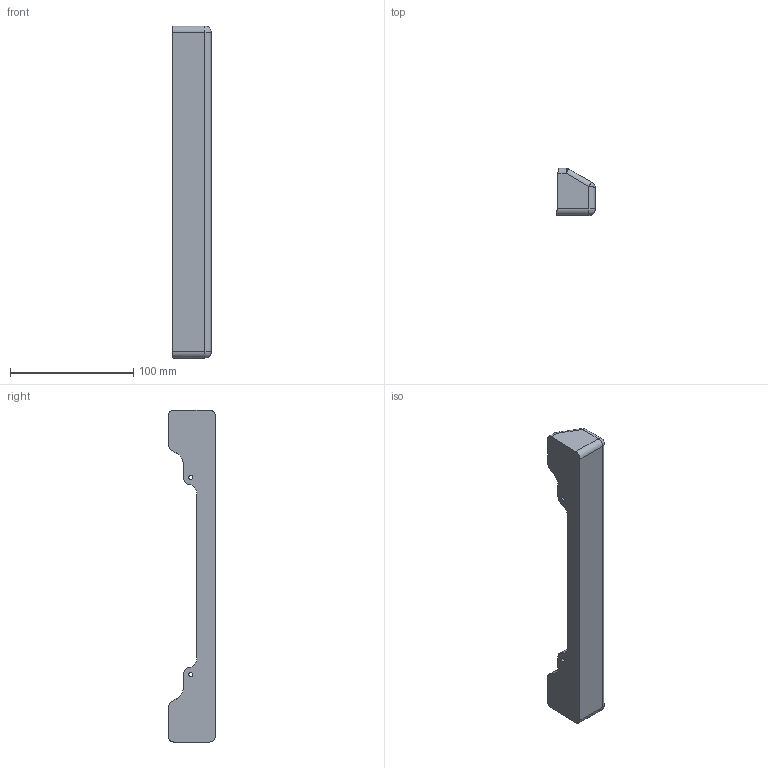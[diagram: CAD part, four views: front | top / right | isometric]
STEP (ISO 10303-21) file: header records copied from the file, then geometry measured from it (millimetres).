
FILE_DESCRIPTION (( 'STEP AP203' ), '1' );
FILE_NAME ('P Xﾏｵﾁﾐｵｯｻﾉｸﾖｰ袒ｧｼﾜ.STEP', '2025-07-30T02:05:49', ( 'Windows User' ), ( 'P R C' ), 'SwSTEP 2.0', 'SolidWorks 2022', '' );
FILE_SCHEMA (( 'CONFIG_CONTROL_DESIGN' ));
Length unit declared in the file: millimetre
Products named in the file (1): P X系列弹簧钢板支架
Bounding box: 31 x 38 x 269 mm (x, y, z)
Volume: 143113.7 mm3; surface area: 55087.1 mm2
Topology: 1 solids, 1 shells, 228 faces, 562 edges, 332 vertices
Faces by surface type: plane 118, cylinder 52, bspline 50, cone 4, sphere 4
Entity records: 9202 total; most frequent: CARTESIAN_POINT 4352, ORIENTED_EDGE 1116, DIRECTION 774, EDGE_CURVE 558, VERTEX_POINT 332, LINE 308, VECTOR 308, AXIS2_PLACEMENT_3D 233
